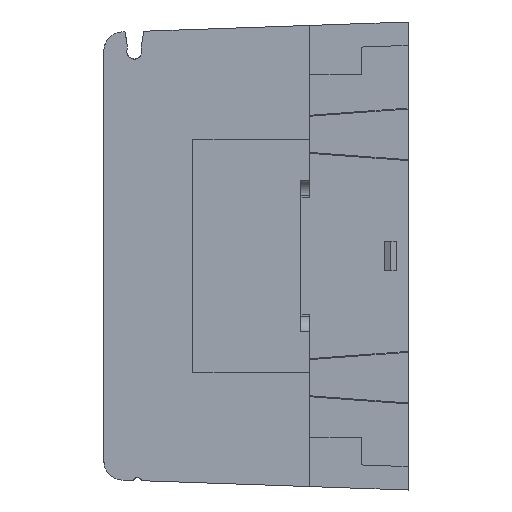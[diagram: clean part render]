
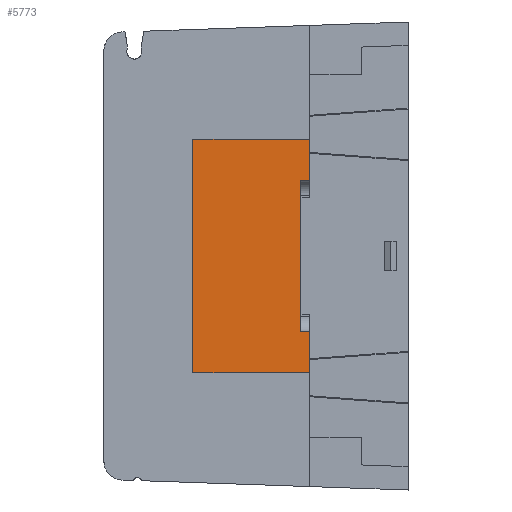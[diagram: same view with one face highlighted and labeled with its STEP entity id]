
A CAD part, left-side view. The second image highlights one B-rep face of the part: STEP entity #5773.
In plain terms, the highlighted planar face has unit normal (-1, 0, 0).
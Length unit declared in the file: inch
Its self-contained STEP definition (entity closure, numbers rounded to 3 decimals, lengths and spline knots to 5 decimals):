
#639 = VERTEX_POINT ( 'NONE', #12577 ) ;
#812 = ORIENTED_EDGE ( 'NONE', *, *, #1765, .T. ) ;
#855 = CARTESIAN_POINT ( 'NONE',  ( -0.6067, 2.3, -1.25 ) ) ;
#1148 = CARTESIAN_POINT ( 'NONE',  ( -0.6067, 1.15, -0.80382 ) ) ;
#1587 = EDGE_CURVE ( 'NONE', #3657, #12696, #8122, .T. ) ;
#1604 = EDGE_CURVE ( 'NONE', #639, #3744, #8596, .T. ) ;
#1699 = EDGE_CURVE ( 'NONE', #8059, #12920, #9252, .T. ) ;
#1700 = EDGE_CURVE ( 'NONE', #11659, #12920, #3526, .T. ) ;
#1703 = EDGE_CURVE ( 'NONE', #639, #8059, #3406, .T. ) ;
#1765 = EDGE_CURVE ( 'NONE', #3744, #12696, #7300, .T. ) ;
#1778 = EDGE_CURVE ( 'NONE', #4344, #3657, #7246, .T. ) ;
#1780 = EDGE_CURVE ( 'NONE', #4344, #11659, #7232, .T. ) ;
#1991 = CARTESIAN_POINT ( 'NONE',  ( -0.6067, 1.05, -1.25 ) ) ;
#2771 = PLANE ( 'NONE',  #3382 ) ;
#3303 = VECTOR ( 'NONE', #12365, 39.37008 ) ;
#3325 = VECTOR ( 'NONE', #12436, 39.37008 ) ;
#3382 = AXIS2_PLACEMENT_3D ( 'NONE', #855, #7222, #3507 ) ;
#3406 = LINE ( 'NONE', #12401, #3303 ) ;
#3420 = VECTOR ( 'NONE', #12554, 39.37008 ) ;
#3429 = ORIENTED_EDGE ( 'NONE', *, *, #1587, .F. ) ;
#3474 = DIRECTION ( 'NONE',  ( 0., -1., 0. ) ) ;
#3507 = DIRECTION ( 'NONE',  ( 0., 0., -1. ) ) ;
#3526 = LINE ( 'NONE', #12548, #3325 ) ;
#3657 = VERTEX_POINT ( 'NONE', #4420 ) ;
#3661 = CARTESIAN_POINT ( 'NONE',  ( -0.6067, 2.3, 1.25 ) ) ;
#3696 = DIRECTION ( 'NONE',  ( 0., -1., 0. ) ) ;
#3744 = VERTEX_POINT ( 'NONE', #12671 ) ;
#3760 = CARTESIAN_POINT ( 'NONE',  ( -0.6067, 1.15, 0.80382 ) ) ;
#4344 = VERTEX_POINT ( 'NONE', #9603 ) ;
#4420 = CARTESIAN_POINT ( 'NONE',  ( -0.6067, 2.3, 1.25 ) ) ;
#5232 = ORIENTED_EDGE ( 'NONE', *, *, #1778, .F. ) ;
#5749 = EDGE_LOOP ( 'NONE', ( #5969, #12222, #8936, #5816, #812, #3429, #5232, #11091 ) ) ;
#5773 = ADVANCED_FACE ( 'NONE', ( #5994 ), #2771, .F. ) ;
#5816 = ORIENTED_EDGE ( 'NONE', *, *, #1604, .T. ) ;
#5969 = ORIENTED_EDGE ( 'NONE', *, *, #1700, .T. ) ;
#5994 = FACE_OUTER_BOUND ( 'NONE', #5749, .T. ) ;
#6800 = DIRECTION ( 'NONE',  ( 0., 0., 1. ) ) ;
#6968 = DIRECTION ( 'NONE',  ( 0., 0., 1. ) ) ;
#6990 = VECTOR ( 'NONE', #6800, 39.37008 ) ;
#7222 = DIRECTION ( 'NONE',  ( 1., 0., 0. ) ) ;
#7232 = LINE ( 'NONE', #7360, #9239 ) ;
#7246 = LINE ( 'NONE', #9476, #6990 ) ;
#7300 = LINE ( 'NONE', #7988, #7401 ) ;
#7360 = CARTESIAN_POINT ( 'NONE',  ( -0.6067, 2.3, -1.25 ) ) ;
#7401 = VECTOR ( 'NONE', #6968, 39.37008 ) ;
#7988 = CARTESIAN_POINT ( 'NONE',  ( -0.6067, 1.05, -1.25 ) ) ;
#8059 = VERTEX_POINT ( 'NONE', #1148 ) ;
#8122 = LINE ( 'NONE', #3661, #9319 ) ;
#8274 = DIRECTION ( 'NONE',  ( 0., -1., 0. ) ) ;
#8596 = LINE ( 'NONE', #3760, #9485 ) ;
#8936 = ORIENTED_EDGE ( 'NONE', *, *, #1703, .F. ) ;
#9239 = VECTOR ( 'NONE', #8274, 39.37008 ) ;
#9252 = LINE ( 'NONE', #12643, #3420 ) ;
#9319 = VECTOR ( 'NONE', #3474, 39.37008 ) ;
#9476 = CARTESIAN_POINT ( 'NONE',  ( -0.6067, 2.3, -1.25 ) ) ;
#9485 = VECTOR ( 'NONE', #3696, 39.37008 ) ;
#9603 = CARTESIAN_POINT ( 'NONE',  ( -0.6067, 2.3, -1.25 ) ) ;
#11091 = ORIENTED_EDGE ( 'NONE', *, *, #1780, .T. ) ;
#11659 = VERTEX_POINT ( 'NONE', #1991 ) ;
#12002 = CARTESIAN_POINT ( 'NONE',  ( -0.6067, 1.05, -0.80382 ) ) ;
#12222 = ORIENTED_EDGE ( 'NONE', *, *, #1699, .F. ) ;
#12365 = DIRECTION ( 'NONE',  ( 0., 0., -1. ) ) ;
#12401 = CARTESIAN_POINT ( 'NONE',  ( -0.6067, 1.15, -0.80382 ) ) ;
#12436 = DIRECTION ( 'NONE',  ( 0., 0., 1. ) ) ;
#12516 = CARTESIAN_POINT ( 'NONE',  ( -0.6067, 1.05, 1.25 ) ) ;
#12548 = CARTESIAN_POINT ( 'NONE',  ( -0.6067, 1.05, -1.25 ) ) ;
#12554 = DIRECTION ( 'NONE',  ( 0., -1., 0. ) ) ;
#12577 = CARTESIAN_POINT ( 'NONE',  ( -0.6067, 1.15, 0.80382 ) ) ;
#12643 = CARTESIAN_POINT ( 'NONE',  ( -0.6067, 1.15, -0.80382 ) ) ;
#12671 = CARTESIAN_POINT ( 'NONE',  ( -0.6067, 1.05, 0.80382 ) ) ;
#12696 = VERTEX_POINT ( 'NONE', #12516 ) ;
#12920 = VERTEX_POINT ( 'NONE', #12002 ) ;
